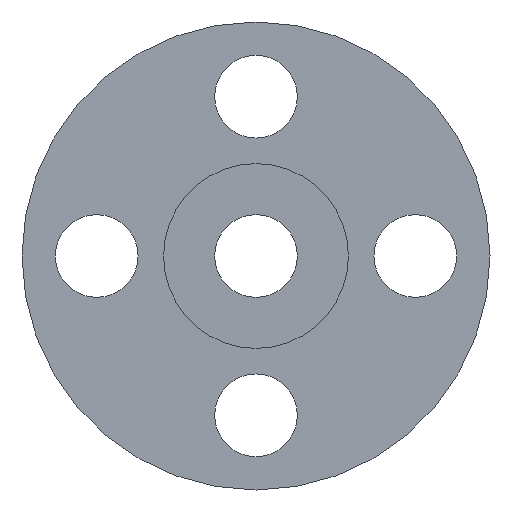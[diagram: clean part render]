
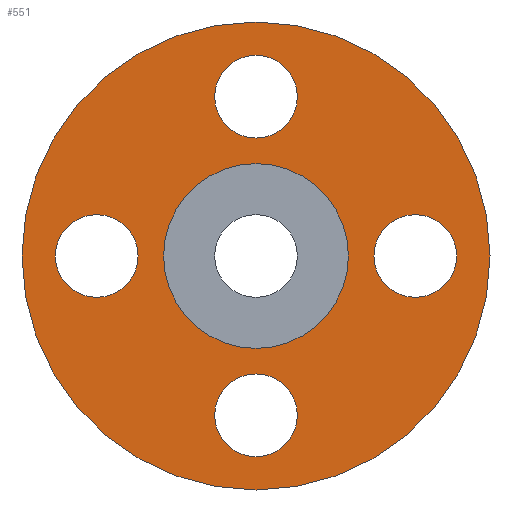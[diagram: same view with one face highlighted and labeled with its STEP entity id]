
A CAD part, front view. The second image highlights one B-rep face of the part: STEP entity #551.
In plain terms, the highlighted planar face has unit normal (0, -1, 0).
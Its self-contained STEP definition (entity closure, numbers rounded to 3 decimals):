
#9 = VERTEX_POINT ( 'NONE', #241 ) ;
#10 = CARTESIAN_POINT ( 'NONE',  ( -30.25, 1.6, 0. ) ) ;
#20 = DIRECTION ( 'NONE',  ( -1., 0., 0. ) ) ;
#22 = DIRECTION ( 'NONE',  ( 0., 1., 0. ) ) ;
#25 = ORIENTED_EDGE ( 'NONE', *, *, #99, .F. ) ;
#36 = VERTEX_POINT ( 'NONE', #39 ) ;
#39 = CARTESIAN_POINT ( 'NONE',  ( 0., 1.6, 22.4 ) ) ;
#41 = DIRECTION ( 'NONE',  ( 0., -1., 0. ) ) ;
#52 = CARTESIAN_POINT ( 'NONE',  ( 0., 1.6, -22.4 ) ) ;
#56 = CARTESIAN_POINT ( 'NONE',  ( 0., 1.6, 30.25 ) ) ;
#64 = VERTEX_POINT ( 'NONE', #178 ) ;
#99 = EDGE_CURVE ( 'NONE', #36, #664, #263, .T. ) ;
#103 = CIRCLE ( 'NONE', #441, 44.45 ) ;
#113 = DIRECTION ( 'NONE',  ( 0., 0., 1. ) ) ;
#136 = DIRECTION ( 'NONE',  ( 0., -1., 0. ) ) ;
#154 = ORIENTED_EDGE ( 'NONE', *, *, #247, .F. ) ;
#157 = CARTESIAN_POINT ( 'NONE',  ( 0., 1.6, 17.55 ) ) ;
#158 = VERTEX_POINT ( 'NONE', #763 ) ;
#174 = ORIENTED_EDGE ( 'NONE', *, *, #842, .F. ) ;
#178 = CARTESIAN_POINT ( 'NONE',  ( -22.4, 1.6, 0. ) ) ;
#195 = FACE_BOUND ( 'NONE', #659, .T. ) ;
#204 = AXIS2_PLACEMENT_3D ( 'NONE', #10, #720, #20 ) ;
#217 = CIRCLE ( 'NONE', #455, 7.85 ) ;
#220 = CIRCLE ( 'NONE', #657, 17.55 ) ;
#227 = CARTESIAN_POINT ( 'NONE',  ( 38.1, 1.6, 0. ) ) ;
#241 = CARTESIAN_POINT ( 'NONE',  ( -38.1, 1.6, 0. ) ) ;
#247 = EDGE_CURVE ( 'NONE', #158, #596, #103, .T. ) ;
#257 = EDGE_CURVE ( 'NONE', #629, #431, #220, .T. ) ;
#263 = CIRCLE ( 'NONE', #785, 7.85 ) ;
#286 = CARTESIAN_POINT ( 'NONE',  ( 0., 1.6, -30.25 ) ) ;
#288 = CARTESIAN_POINT ( 'NONE',  ( -30.25, 1.6, 0. ) ) ;
#304 = CARTESIAN_POINT ( 'NONE',  ( 30.25, 1.6, 0. ) ) ;
#306 = EDGE_CURVE ( 'NONE', #457, #567, #717, .T. ) ;
#312 = AXIS2_PLACEMENT_3D ( 'NONE', #286, #571, #641 ) ;
#330 = DIRECTION ( 'NONE',  ( 0., 0., -1. ) ) ;
#363 = AXIS2_PLACEMENT_3D ( 'NONE', #513, #445, #592 ) ;
#366 = CARTESIAN_POINT ( 'NONE',  ( 0., 1.6, 0. ) ) ;
#371 = CARTESIAN_POINT ( 'NONE',  ( 0., 1.6, 0. ) ) ;
#377 = CARTESIAN_POINT ( 'NONE',  ( 0., 1.6, -30.25 ) ) ;
#381 = CIRCLE ( 'NONE', #422, 17.55 ) ;
#382 = CARTESIAN_POINT ( 'NONE',  ( 0., 1.6, -38.1 ) ) ;
#391 = EDGE_CURVE ( 'NONE', #895, #753, #217, .T. ) ;
#399 = CARTESIAN_POINT ( 'NONE',  ( 0., 1.6, -44.45 ) ) ;
#405 = CARTESIAN_POINT ( 'NONE',  ( 0., 1.6, 30.25 ) ) ;
#406 = ORIENTED_EDGE ( 'NONE', *, *, #892, .T. ) ;
#415 = EDGE_CURVE ( 'NONE', #567, #457, #756, .T. ) ;
#416 = DIRECTION ( 'NONE',  ( 0., 0., 1. ) ) ;
#422 = AXIS2_PLACEMENT_3D ( 'NONE', #371, #660, #876 ) ;
#423 = CARTESIAN_POINT ( 'NONE',  ( 0., 1.6, 38.1 ) ) ;
#431 = VERTEX_POINT ( 'NONE', #157 ) ;
#441 = AXIS2_PLACEMENT_3D ( 'NONE', #796, #22, #416 ) ;
#445 = DIRECTION ( 'NONE',  ( 0., 1., 0. ) ) ;
#455 = AXIS2_PLACEMENT_3D ( 'NONE', #304, #41, #532 ) ;
#457 = VERTEX_POINT ( 'NONE', #382 ) ;
#466 = CIRCLE ( 'NONE', #363, 44.45 ) ;
#471 = FACE_BOUND ( 'NONE', #649, .T. ) ;
#473 = ORIENTED_EDGE ( 'NONE', *, *, #773, .F. ) ;
#483 = ORIENTED_EDGE ( 'NONE', *, *, #257, .T. ) ;
#486 = CARTESIAN_POINT ( 'NONE',  ( 0., 1.6, -17.55 ) ) ;
#496 = ORIENTED_EDGE ( 'NONE', *, *, #415, .F. ) ;
#512 = ORIENTED_EDGE ( 'NONE', *, *, #306, .F. ) ;
#513 = CARTESIAN_POINT ( 'NONE',  ( 0., 1.6, 0. ) ) ;
#531 = CIRCLE ( 'NONE', #715, 7.85 ) ;
#532 = DIRECTION ( 'NONE',  ( 1., 0., 0. ) ) ;
#548 = DIRECTION ( 'NONE',  ( 0., -1., 0. ) ) ;
#551 = ADVANCED_FACE ( 'NONE', ( #195, #471, #630, #893, #757, #690 ), #824, .T. ) ;
#557 = EDGE_CURVE ( 'NONE', #664, #36, #531, .T. ) ;
#558 = DIRECTION ( 'NONE',  ( 0., -1., 0. ) ) ;
#560 = EDGE_LOOP ( 'NONE', ( #406, #483 ) ) ;
#567 = VERTEX_POINT ( 'NONE', #52 ) ;
#571 = DIRECTION ( 'NONE',  ( 0., -1., 0. ) ) ;
#584 = ORIENTED_EDGE ( 'NONE', *, *, #391, .F. ) ;
#592 = DIRECTION ( 'NONE',  ( 0., 0., 1. ) ) ;
#593 = AXIS2_PLACEMENT_3D ( 'NONE', #288, #558, #707 ) ;
#596 = VERTEX_POINT ( 'NONE', #399 ) ;
#606 = CIRCLE ( 'NONE', #766, 7.85 ) ;
#607 = CIRCLE ( 'NONE', #204, 7.85 ) ;
#619 = DIRECTION ( 'NONE',  ( 0., -1., 0. ) ) ;
#629 = VERTEX_POINT ( 'NONE', #486 ) ;
#630 = FACE_BOUND ( 'NONE', #900, .T. ) ;
#632 = ORIENTED_EDGE ( 'NONE', *, *, #819, .F. ) ;
#641 = DIRECTION ( 'NONE',  ( 0., 0., -1. ) ) ;
#649 = EDGE_LOOP ( 'NONE', ( #25, #790 ) ) ;
#652 = CARTESIAN_POINT ( 'NONE',  ( 22.4, 1.6, 0. ) ) ;
#657 = AXIS2_PLACEMENT_3D ( 'NONE', #366, #708, #793 ) ;
#659 = EDGE_LOOP ( 'NONE', ( #473, #779 ) ) ;
#660 = DIRECTION ( 'NONE',  ( 0., 1., 0. ) ) ;
#664 = VERTEX_POINT ( 'NONE', #423 ) ;
#685 = CIRCLE ( 'NONE', #593, 7.85 ) ;
#690 = FACE_OUTER_BOUND ( 'NONE', #737, .T. ) ;
#704 = DIRECTION ( 'NONE',  ( 0., -1., 0. ) ) ;
#707 = DIRECTION ( 'NONE',  ( -1., 0., 0. ) ) ;
#708 = DIRECTION ( 'NONE',  ( 0., 1., 0. ) ) ;
#709 = EDGE_LOOP ( 'NONE', ( #496, #512 ) ) ;
#710 = DIRECTION ( 'NONE',  ( 1., 0., 0. ) ) ;
#715 = AXIS2_PLACEMENT_3D ( 'NONE', #56, #704, #113 ) ;
#717 = CIRCLE ( 'NONE', #312, 7.85 ) ;
#720 = DIRECTION ( 'NONE',  ( 0., -1., 0. ) ) ;
#737 = EDGE_LOOP ( 'NONE', ( #154, #174 ) ) ;
#748 = DIRECTION ( 'NONE',  ( 0., 0., -1. ) ) ;
#753 = VERTEX_POINT ( 'NONE', #652 ) ;
#756 = CIRCLE ( 'NONE', #801, 7.85 ) ;
#757 = FACE_BOUND ( 'NONE', #560, .T. ) ;
#763 = CARTESIAN_POINT ( 'NONE',  ( 0., 1.6, 44.45 ) ) ;
#766 = AXIS2_PLACEMENT_3D ( 'NONE', #776, #136, #710 ) ;
#773 = EDGE_CURVE ( 'NONE', #64, #9, #607, .T. ) ;
#776 = CARTESIAN_POINT ( 'NONE',  ( 30.25, 1.6, 0. ) ) ;
#777 = EDGE_CURVE ( 'NONE', #9, #64, #685, .T. ) ;
#779 = ORIENTED_EDGE ( 'NONE', *, *, #777, .F. ) ;
#785 = AXIS2_PLACEMENT_3D ( 'NONE', #405, #619, #836 ) ;
#790 = ORIENTED_EDGE ( 'NONE', *, *, #557, .F. ) ;
#793 = DIRECTION ( 'NONE',  ( 0., 0., 1. ) ) ;
#796 = CARTESIAN_POINT ( 'NONE',  ( 0., 1.6, 0. ) ) ;
#801 = AXIS2_PLACEMENT_3D ( 'NONE', #377, #817, #748 ) ;
#817 = DIRECTION ( 'NONE',  ( 0., -1., 0. ) ) ;
#819 = EDGE_CURVE ( 'NONE', #753, #895, #606, .T. ) ;
#824 = PLANE ( 'NONE',  #844 ) ;
#836 = DIRECTION ( 'NONE',  ( 0., 0., 1. ) ) ;
#839 = CARTESIAN_POINT ( 'NONE',  ( 0., 1.6, 17.55 ) ) ;
#842 = EDGE_CURVE ( 'NONE', #596, #158, #466, .T. ) ;
#844 = AXIS2_PLACEMENT_3D ( 'NONE', #839, #548, #330 ) ;
#876 = DIRECTION ( 'NONE',  ( 0., 0., 1. ) ) ;
#892 = EDGE_CURVE ( 'NONE', #431, #629, #381, .T. ) ;
#893 = FACE_BOUND ( 'NONE', #709, .T. ) ;
#895 = VERTEX_POINT ( 'NONE', #227 ) ;
#900 = EDGE_LOOP ( 'NONE', ( #632, #584 ) ) ;
